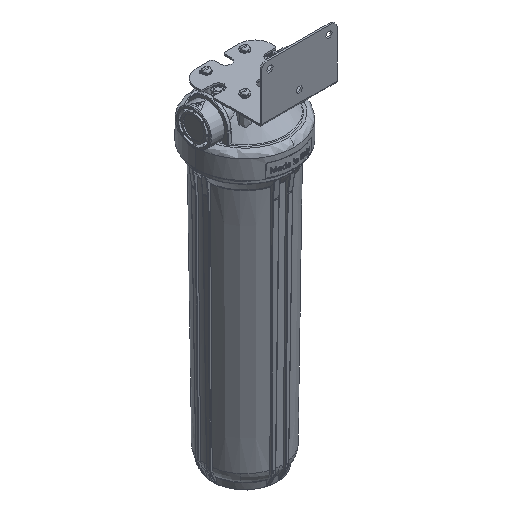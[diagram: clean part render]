
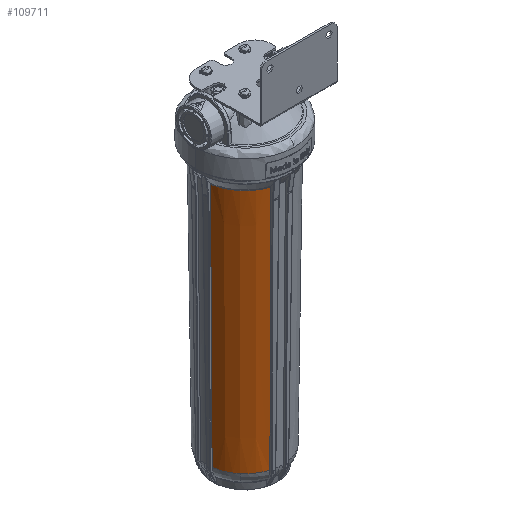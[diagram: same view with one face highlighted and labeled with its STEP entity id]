
A CAD part, isometric view. The second image highlights one B-rep face of the part: STEP entity #109711.
In plain terms, the highlighted conical face has half-angle 0.7 degrees and reference radius 74.746 mm.
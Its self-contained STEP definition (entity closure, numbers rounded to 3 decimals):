
#5474 = CARTESIAN_POINT ( 'NONE',  ( -14.585, -67.662, -476.353 ) ) ;
#5973 = FACE_OUTER_BOUND ( 'NONE', #16153, .T. ) ;
#6023 = CONICAL_SURFACE ( 'NONE', #56090, 74.746, 0.012 ) ;
#12223 = ORIENTED_EDGE ( 'NONE', *, *, #151707, .T. ) ;
#13827 = CARTESIAN_POINT ( 'NONE',  ( -70.962, -16.429, -180.023 ) ) ;
#15724 = VERTEX_POINT ( 'NONE', #29718 ) ;
#16153 = EDGE_LOOP ( 'NONE', ( #165542, #12223, #69973, #45539, #87098, #136670 ) ) ;
#18902 = CIRCLE ( 'NONE', #46395, 74.746 ) ;
#19455 = DIRECTION ( 'NONE',  ( 0., 0., 1. ) ) ;
#22140 = EDGE_CURVE ( 'Defeature completata1_447+Defeature completata1_355+Defeature completata1_446+Defeature completata1_350', #79410, #35065, #144554, .T. ) ;
#29718 = CARTESIAN_POINT ( 'NONE',  ( -48.943, -48.943, -476.353 ) ) ;
#30227 = CARTESIAN_POINT ( 'NONE',  ( -67.662, -14.585, -476.353 ) ) ;
#35065 = VERTEX_POINT ( 'NONE', #118265 ) ;
#45539 = ORIENTED_EDGE ( 'NONE', *, *, #147093, .F. ) ;
#46075 = CARTESIAN_POINT ( 'NONE',  ( -17.402, -72.692, -23.797 ) ) ;
#46320 = CARTESIAN_POINT ( 'NONE',  ( 0., 0., -23.797 ) ) ;
#46395 = AXIS2_PLACEMENT_3D ( 'NONE', #102212, #63840, #103056 ) ;
#46428 = CARTESIAN_POINT ( 'NONE',  ( -16.429, -70.962, -180.023 ) ) ;
#47172 = DIRECTION ( 'NONE',  ( 0., 0., -1. ) ) ;
#56090 = AXIS2_PLACEMENT_3D ( 'NONE', #127118, #163739, #124549 ) ;
#56726 = AXIS2_PLACEMENT_3D ( 'NONE', #46320, #47172, #113409 ) ;
#59550 = DIRECTION ( 'NONE',  ( -0.707, -0.707, 0. ) ) ;
#63546 = VERTEX_POINT ( 'NONE', #30227 ) ;
#63840 = DIRECTION ( 'NONE',  ( 0., 0., -1. ) ) ;
#65318 = EDGE_CURVE ( 'Defeature completata1_355+Defeature completata1_350+Defeature completata1_445+Defeature completata1_447', #63546, #15724, #166935, .T. ) ;
#69973 = ORIENTED_EDGE ( 'NONE', *, *, #123176, .T. ) ;
#72407 = B_SPLINE_CURVE_WITH_KNOTS ( 'NONE', 3,
 ( #134077, #107947, #13827, #162786 ),
 .UNSPECIFIED., .F., .F.,
 ( 4, 4 ),
 ( 0., 1. ),
 .UNSPECIFIED. ) ;
#78846 = CIRCLE ( 'NONE', #56726, 74.746 ) ;
#79410 = VERTEX_POINT ( 'NONE', #46075 ) ;
#85661 = CARTESIAN_POINT ( 'NONE',  ( -17.402, -72.692, -23.797 ) ) ;
#86647 = VERTEX_POINT ( 'NONE', #95679 ) ;
#87098 = ORIENTED_EDGE ( 'NONE', *, *, #65318, .T. ) ;
#89608 = EDGE_CURVE ( 'Defeature completata1_355+Defeature completata1_350+Defeature completata1_445+Defeature completata1_447', #15724, #35065, #149360, .T. ) ;
#91820 = AXIS2_PLACEMENT_3D ( 'NONE', #134845, #106109, #133109 ) ;
#95679 = CARTESIAN_POINT ( 'NONE',  ( -52.853, -52.853, -23.797 ) ) ;
#102212 = CARTESIAN_POINT ( 'NONE',  ( 0., 0., -23.797 ) ) ;
#103056 = DIRECTION ( 'NONE',  ( -0.707, -0.707, 0. ) ) ;
#106109 = DIRECTION ( 'NONE',  ( 0., 0., 1. ) ) ;
#107947 = CARTESIAN_POINT ( 'NONE',  ( -69.285, -15.49, -330.875 ) ) ;
#109711 = ADVANCED_FACE ( 'Defeature completata1_355', ( #5973 ), #6023, .T. ) ;
#110338 = AXIS2_PLACEMENT_3D ( 'NONE', #151025, #19455, #59550 ) ;
#113409 = DIRECTION ( 'NONE',  ( -0.707, -0.707, 0. ) ) ;
#118265 = CARTESIAN_POINT ( 'NONE',  ( -14.585, -67.662, -476.353 ) ) ;
#118897 = VERTEX_POINT ( 'NONE', #147039 ) ;
#123176 = EDGE_CURVE ( 'Defeature completata1_355+Defeature completata1_446+Defeature completata1_447+Defeature completata1_445', #86647, #118897, #78846, .T. ) ;
#124549 = DIRECTION ( 'NONE',  ( 1., 0., 0. ) ) ;
#124905 = CARTESIAN_POINT ( 'NONE',  ( -15.49, -69.285, -330.875 ) ) ;
#127118 = CARTESIAN_POINT ( 'NONE',  ( 0., 0., -23.797 ) ) ;
#133109 = DIRECTION ( 'NONE',  ( -0.707, -0.707, 0. ) ) ;
#134077 = CARTESIAN_POINT ( 'NONE',  ( -67.662, -14.585, -476.353 ) ) ;
#134845 = CARTESIAN_POINT ( 'NONE',  ( 0., 0., -476.353 ) ) ;
#136670 = ORIENTED_EDGE ( 'NONE', *, *, #89608, .T. ) ;
#144554 = B_SPLINE_CURVE_WITH_KNOTS ( 'NONE', 3,
 ( #85661, #46428, #124905, #5474 ),
 .UNSPECIFIED., .F., .F.,
 ( 4, 4 ),
 ( 0., 1. ),
 .UNSPECIFIED. ) ;
#147039 = CARTESIAN_POINT ( 'NONE',  ( -72.692, -17.402, -23.797 ) ) ;
#147093 = EDGE_CURVE ( 'Defeature completata1_445+Defeature completata1_355+Defeature completata1_350+Defeature completata1_446', #63546, #118897, #72407, .T. ) ;
#149360 = CIRCLE ( 'NONE', #110338, 69.216 ) ;
#151025 = CARTESIAN_POINT ( 'NONE',  ( 0., 0., -476.353 ) ) ;
#151707 = EDGE_CURVE ( 'Defeature completata1_355+Defeature completata1_446+Defeature completata1_447+Defeature completata1_445', #79410, #86647, #18902, .T. ) ;
#162786 = CARTESIAN_POINT ( 'NONE',  ( -72.692, -17.402, -23.797 ) ) ;
#163739 = DIRECTION ( 'NONE',  ( 0., 0., 1. ) ) ;
#165542 = ORIENTED_EDGE ( 'NONE', *, *, #22140, .F. ) ;
#166935 = CIRCLE ( 'NONE', #91820, 69.216 ) ;
